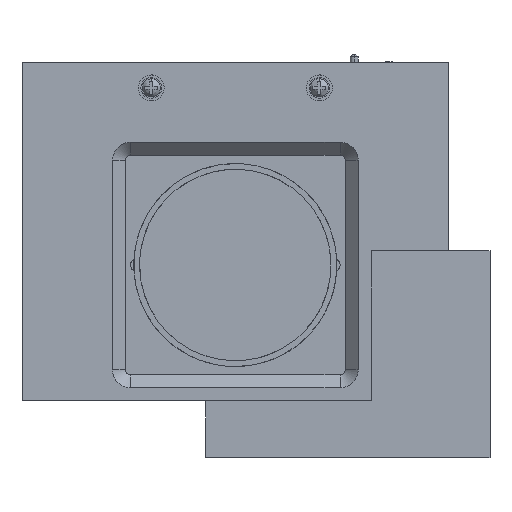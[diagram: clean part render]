
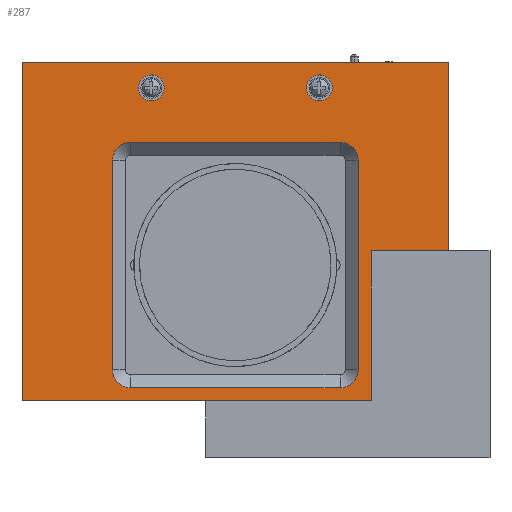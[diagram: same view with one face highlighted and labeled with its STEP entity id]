
A CAD part, top view. The second image highlights one B-rep face of the part: STEP entity #287.
In plain terms, the highlighted planar face has unit normal (0, 0, 1).
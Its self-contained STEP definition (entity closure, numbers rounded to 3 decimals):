
#122=FACE_BOUND('',#1058,.T.);
#123=FACE_BOUND('',#1059,.T.);
#124=FACE_BOUND('',#1060,.T.);
#287=ADVANCED_FACE('',(#655,#122,#123,#124),#5286,.T.);
#655=FACE_OUTER_BOUND('',#1057,.T.);
#1057=EDGE_LOOP('',(#1936,#1937,#1938,#1939,#1940,#1941));
#1058=EDGE_LOOP('',(#1942,#1943,#1944,#1945,#1946,#1947,#1948,#1949));
#1059=EDGE_LOOP('',(#1950,#1951));
#1060=EDGE_LOOP('',(#1952,#1953));
#1936=ORIENTED_EDGE('',*,*,#3288,.T.);
#1937=ORIENTED_EDGE('',*,*,#3277,.F.);
#1938=ORIENTED_EDGE('',*,*,#3274,.F.);
#1939=ORIENTED_EDGE('',*,*,#3270,.F.);
#1940=ORIENTED_EDGE('',*,*,#3290,.F.);
#1941=ORIENTED_EDGE('',*,*,#3287,.T.);
#1942=ORIENTED_EDGE('',*,*,#3327,.T.);
#1943=ORIENTED_EDGE('',*,*,#3324,.F.);
#1944=ORIENTED_EDGE('',*,*,#3329,.T.);
#1945=ORIENTED_EDGE('',*,*,#3322,.F.);
#1946=ORIENTED_EDGE('',*,*,#3328,.T.);
#1947=ORIENTED_EDGE('',*,*,#3319,.F.);
#1948=ORIENTED_EDGE('',*,*,#3325,.T.);
#1949=ORIENTED_EDGE('',*,*,#3316,.F.);
#1950=ORIENTED_EDGE('',*,*,#3390,.F.);
#1951=ORIENTED_EDGE('',*,*,#3357,.F.);
#1952=ORIENTED_EDGE('',*,*,#3396,.F.);
#1953=ORIENTED_EDGE('',*,*,#3363,.F.);
#3270=EDGE_CURVE('',#4847,#4812,#4424,.T.);
#3274=EDGE_CURVE('',#4812,#4814,#4428,.T.);
#3277=EDGE_CURVE('',#4814,#4851,#4431,.T.);
#3287=EDGE_CURVE('',#4854,#4856,#4441,.T.);
#3288=EDGE_CURVE('',#4856,#4851,#4442,.T.);
#3290=EDGE_CURVE('',#4854,#4847,#4444,.T.);
#3316=EDGE_CURVE('',#4867,#4868,#4462,.T.);
#3319=EDGE_CURVE('',#4871,#4873,#4465,.T.);
#3322=EDGE_CURVE('',#4874,#4870,#4468,.T.);
#3324=EDGE_CURVE('',#4869,#4872,#4470,.T.);
#3325=EDGE_CURVE('',#4871,#4868,#3993,.T.);
#3327=EDGE_CURVE('',#4867,#4872,#3994,.T.);
#3328=EDGE_CURVE('',#4874,#4873,#3995,.T.);
#3329=EDGE_CURVE('',#4869,#4870,#3996,.T.);
#3357=EDGE_CURVE('',#4898,#4920,#4023,.T.);
#3363=EDGE_CURVE('',#4902,#4924,#4029,.T.);
#3390=EDGE_CURVE('',#4920,#4898,#4056,.T.);
#3396=EDGE_CURVE('',#4924,#4902,#4062,.T.);
#3993=(
BOUNDED_CURVE()
B_SPLINE_CURVE(2,(#7989,#7990,#7991),.UNSPECIFIED.,.F.,.F.)
B_SPLINE_CURVE_WITH_KNOTS((3,3),(0.,10.995),.UNSPECIFIED.)
CURVE()
GEOMETRIC_REPRESENTATION_ITEM()
RATIONAL_B_SPLINE_CURVE((1.,0.707,1.))
REPRESENTATION_ITEM('')
);
#3994=(
BOUNDED_CURVE()
B_SPLINE_CURVE(2,(#7994,#7995,#7996),.UNSPECIFIED.,.F.,.F.)
B_SPLINE_CURVE_WITH_KNOTS((3,3),(0.,10.995),.UNSPECIFIED.)
CURVE()
GEOMETRIC_REPRESENTATION_ITEM()
RATIONAL_B_SPLINE_CURVE((1.,0.707,1.))
REPRESENTATION_ITEM('')
);
#3995=(
BOUNDED_CURVE()
B_SPLINE_CURVE(2,(#7997,#7998,#7999),.UNSPECIFIED.,.F.,.F.)
B_SPLINE_CURVE_WITH_KNOTS((3,3),(0.,10.995),
 .UNSPECIFIED.)
CURVE()
GEOMETRIC_REPRESENTATION_ITEM()
RATIONAL_B_SPLINE_CURVE((1.,0.707,1.))
REPRESENTATION_ITEM('')
);
#3996=(
BOUNDED_CURVE()
B_SPLINE_CURVE(2,(#8000,#8001,#8002),.UNSPECIFIED.,.F.,.F.)
B_SPLINE_CURVE_WITH_KNOTS((3,3),(0.,10.995),.UNSPECIFIED.)
CURVE()
GEOMETRIC_REPRESENTATION_ITEM()
RATIONAL_B_SPLINE_CURVE((1.,0.707,1.))
REPRESENTATION_ITEM('')
);
#4023=(
BOUNDED_CURVE()
B_SPLINE_CURVE(2,(#8108,#8109,#8110,#8111,#8112),.UNSPECIFIED.,.F.,.F.)
B_SPLINE_CURVE_WITH_KNOTS((3,2,3),(0.,6.283,12.566),
 .UNSPECIFIED.)
CURVE()
GEOMETRIC_REPRESENTATION_ITEM()
RATIONAL_B_SPLINE_CURVE((1.,0.707,1.,0.707,1.))
REPRESENTATION_ITEM('')
);
#4029=(
BOUNDED_CURVE()
B_SPLINE_CURVE(2,(#8132,#8133,#8134,#8135,#8136),.UNSPECIFIED.,.F.,.F.)
B_SPLINE_CURVE_WITH_KNOTS((3,2,3),(-25.133,-18.85,
-12.566),.UNSPECIFIED.)
CURVE()
GEOMETRIC_REPRESENTATION_ITEM()
RATIONAL_B_SPLINE_CURVE((1.,0.707,1.,0.707,1.))
REPRESENTATION_ITEM('')
);
#4056=(
BOUNDED_CURVE()
B_SPLINE_CURVE(2,(#8240,#8241,#8242,#8243,#8244),.UNSPECIFIED.,.F.,.F.)
B_SPLINE_CURVE_WITH_KNOTS((3,2,3),(12.566,18.85,25.133),
 .UNSPECIFIED.)
CURVE()
GEOMETRIC_REPRESENTATION_ITEM()
RATIONAL_B_SPLINE_CURVE((1.,0.707,1.,0.707,1.))
REPRESENTATION_ITEM('')
);
#4062=(
BOUNDED_CURVE()
B_SPLINE_CURVE(2,(#8264,#8265,#8266,#8267,#8268),.UNSPECIFIED.,.F.,.F.)
B_SPLINE_CURVE_WITH_KNOTS((3,2,3),(-12.566,-6.283,
0.),.UNSPECIFIED.)
CURVE()
GEOMETRIC_REPRESENTATION_ITEM()
RATIONAL_B_SPLINE_CURVE((1.,0.707,1.,0.707,1.))
REPRESENTATION_ITEM('')
);
#4424=B_SPLINE_CURVE_WITH_KNOTS('',1,(#7870,#7871),.UNSPECIFIED.,.F.,.F.,
(2,2),(0.,131.),.UNSPECIFIED.);
#4428=B_SPLINE_CURVE_WITH_KNOTS('',1,(#7878,#7879),.UNSPECIFIED.,.F.,.F.,
(2,2),(131.,296.),.UNSPECIFIED.);
#4431=B_SPLINE_CURVE_WITH_KNOTS('',1,(#7884,#7885),.UNSPECIFIED.,.F.,.F.,
(2,2),(296.,369.),.UNSPECIFIED.);
#4441=B_SPLINE_CURVE_WITH_KNOTS('',1,(#7904,#7905),.UNSPECIFIED.,.F.,.F.,
(2,2),(1.,2.),.UNSPECIFIED.);
#4442=B_SPLINE_CURVE_WITH_KNOTS('',1,(#7906,#7907),.UNSPECIFIED.,.F.,.F.,
(2,2),(2.,67.739),.UNSPECIFIED.);
#4444=B_SPLINE_CURVE_WITH_KNOTS('',1,(#7910,#7911,#7912),.UNSPECIFIED.,
 .F.,.F.,(2,1,2),(457.,521.,592.),.UNSPECIFIED.);
#4462=B_SPLINE_CURVE_WITH_KNOTS('',1,(#7971,#7972),.UNSPECIFIED.,.F.,.F.,
(2,2),(0.,81.),.UNSPECIFIED.);
#4465=B_SPLINE_CURVE_WITH_KNOTS('',1,(#7977,#7978),.UNSPECIFIED.,.F.,.F.,
(2,2),(0.,81.),.UNSPECIFIED.);
#4468=B_SPLINE_CURVE_WITH_KNOTS('',1,(#7983,#7984),.UNSPECIFIED.,.F.,.F.,
(2,2),(0.,81.),.UNSPECIFIED.);
#4470=B_SPLINE_CURVE_WITH_KNOTS('',1,(#7987,#7988),.UNSPECIFIED.,.F.,.F.,
(2,2),(0.,81.),.UNSPECIFIED.);
#4812=VERTEX_POINT('',#7631);
#4814=VERTEX_POINT('',#7633);
#4847=VERTEX_POINT('',#7666);
#4851=VERTEX_POINT('',#7670);
#4854=VERTEX_POINT('',#7673);
#4856=VERTEX_POINT('',#7675);
#4867=VERTEX_POINT('',#7686);
#4868=VERTEX_POINT('',#7687);
#4869=VERTEX_POINT('',#7688);
#4870=VERTEX_POINT('',#7689);
#4871=VERTEX_POINT('',#7690);
#4872=VERTEX_POINT('',#7691);
#4873=VERTEX_POINT('',#7692);
#4874=VERTEX_POINT('',#7693);
#4898=VERTEX_POINT('',#7717);
#4902=VERTEX_POINT('',#7721);
#4920=VERTEX_POINT('',#7739);
#4924=VERTEX_POINT('',#7743);
#5286=PLANE('',#5749);
#5749=AXIS2_PLACEMENT_3D('',#7561,#6090,$);
#6090=DIRECTION('',(0.,0.,1.));
#7561=CARTESIAN_POINT('',(-90.,-43.5,-4.5));
#7631=CARTESIAN_POINT('',(-90.,87.5,-4.5));
#7633=CARTESIAN_POINT('',(75.,87.5,-4.5));
#7666=CARTESIAN_POINT('',(-90.,-43.5,-4.5));
#7670=CARTESIAN_POINT('',(75.,14.5,-4.5));
#7673=CARTESIAN_POINT('',(45.,-43.5,-4.5));
#7675=CARTESIAN_POINT('',(45.,14.5,-4.5));
#7686=CARTESIAN_POINT('',(-48.,-38.5,-4.5));
#7687=CARTESIAN_POINT('',(33.,-38.5,-4.5));
#7688=CARTESIAN_POINT('',(-55.,49.5,-4.5));
#7689=CARTESIAN_POINT('',(-48.,56.5,-4.5));
#7690=CARTESIAN_POINT('',(40.,-31.5,-4.5));
#7691=CARTESIAN_POINT('',(-55.,-31.5,-4.5));
#7692=CARTESIAN_POINT('',(40.,49.5,-4.5));
#7693=CARTESIAN_POINT('',(33.,56.5,-4.5));
#7717=CARTESIAN_POINT('',(25.,72.5,-4.5));
#7721=CARTESIAN_POINT('',(-40.,72.5,-4.5));
#7739=CARTESIAN_POINT('',(25.,82.5,-4.5));
#7743=CARTESIAN_POINT('',(-40.,82.5,-4.5));
#7870=CARTESIAN_POINT('',(-90.,-43.5,-4.5));
#7871=CARTESIAN_POINT('',(-90.,87.5,-4.5));
#7878=CARTESIAN_POINT('',(-90.,87.5,-4.5));
#7879=CARTESIAN_POINT('',(75.,87.5,-4.5));
#7884=CARTESIAN_POINT('',(75.,87.5,-4.5));
#7885=CARTESIAN_POINT('',(75.,14.5,-4.5));
#7904=CARTESIAN_POINT('',(45.,-43.5,-4.5));
#7905=CARTESIAN_POINT('',(45.,14.5,-4.5));
#7906=CARTESIAN_POINT('',(45.,14.5,-4.5));
#7907=CARTESIAN_POINT('',(75.,14.5,-4.5));
#7910=CARTESIAN_POINT('',(45.,-43.5,-4.5));
#7911=CARTESIAN_POINT('',(-19.,-43.5,-4.5));
#7912=CARTESIAN_POINT('',(-90.,-43.5,-4.5));
#7971=CARTESIAN_POINT('',(-48.,-38.5,-4.5));
#7972=CARTESIAN_POINT('',(33.,-38.5,-4.5));
#7977=CARTESIAN_POINT('',(40.,-31.5,-4.5));
#7978=CARTESIAN_POINT('',(40.,49.5,-4.5));
#7983=CARTESIAN_POINT('',(33.,56.5,-4.5));
#7984=CARTESIAN_POINT('',(-48.,56.5,-4.5));
#7987=CARTESIAN_POINT('',(-55.,49.5,-4.5));
#7988=CARTESIAN_POINT('',(-55.,-31.5,-4.5));
#7989=CARTESIAN_POINT('',(40.,-31.5,-4.5));
#7990=CARTESIAN_POINT('',(40.,-38.5,-4.5));
#7991=CARTESIAN_POINT('',(33.,-38.5,-4.5));
#7994=CARTESIAN_POINT('',(-48.,-38.5,-4.5));
#7995=CARTESIAN_POINT('',(-55.,-38.5,-4.5));
#7996=CARTESIAN_POINT('',(-55.,-31.5,-4.5));
#7997=CARTESIAN_POINT('',(33.,56.5,-4.5));
#7998=CARTESIAN_POINT('',(40.,56.5,-4.5));
#7999=CARTESIAN_POINT('',(40.,49.5,-4.5));
#8000=CARTESIAN_POINT('',(-55.,49.5,-4.5));
#8001=CARTESIAN_POINT('',(-55.,56.5,-4.5));
#8002=CARTESIAN_POINT('',(-48.,56.5,-4.5));
#8108=CARTESIAN_POINT('',(25.,72.5,-4.5));
#8109=CARTESIAN_POINT('',(30.,72.5,-4.5));
#8110=CARTESIAN_POINT('',(30.,77.5,-4.5));
#8111=CARTESIAN_POINT('',(30.,82.5,-4.5));
#8112=CARTESIAN_POINT('',(25.,82.5,-4.5));
#8132=CARTESIAN_POINT('',(-40.,72.5,-4.5));
#8133=CARTESIAN_POINT('',(-35.,72.5,-4.5));
#8134=CARTESIAN_POINT('',(-35.,77.5,-4.5));
#8135=CARTESIAN_POINT('',(-35.,82.5,-4.5));
#8136=CARTESIAN_POINT('',(-40.,82.5,-4.5));
#8240=CARTESIAN_POINT('',(25.,82.5,-4.5));
#8241=CARTESIAN_POINT('',(20.,82.5,-4.5));
#8242=CARTESIAN_POINT('',(20.,77.5,-4.5));
#8243=CARTESIAN_POINT('',(20.,72.5,-4.5));
#8244=CARTESIAN_POINT('',(25.,72.5,-4.5));
#8264=CARTESIAN_POINT('',(-40.,82.5,-4.5));
#8265=CARTESIAN_POINT('',(-45.,82.5,-4.5));
#8266=CARTESIAN_POINT('',(-45.,77.5,-4.5));
#8267=CARTESIAN_POINT('',(-45.,72.5,-4.5));
#8268=CARTESIAN_POINT('',(-40.,72.5,-4.5));
